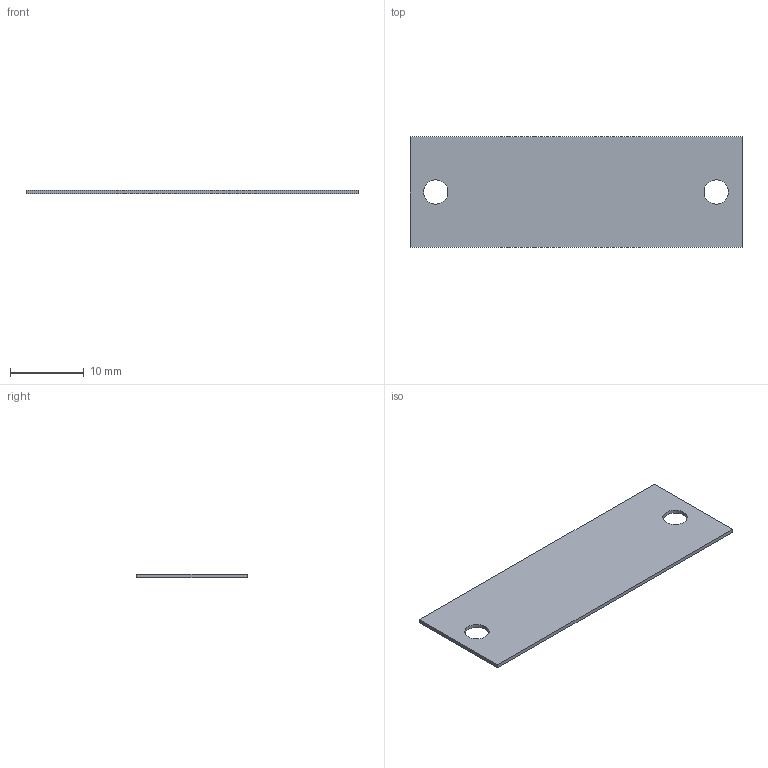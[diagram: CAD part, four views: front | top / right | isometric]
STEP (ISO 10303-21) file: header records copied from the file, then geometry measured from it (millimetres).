
FILE_DESCRIPTION(('CATIA V5 STEP Exchange','CAx-IF Rec.Pracs.--- Model Styling and Organization---1.4--- 2014-01-23'),'2;1');
FILE_NAME ('1469288-1_0', '2022-08-09T07:21:24+00:00', ('none'), ('Weidmueller'), 'CATIA Version 5-6 Release 2016 SP3 HF44', 'CATIA V5 STEP AP214', 'none');
FILE_SCHEMA(('AUTOMOTIVE_DESIGN { 1 0 10303 214 1 1 1 1 }'));
Length unit declared in the file: millimetre
Products named in the file (1): 55343_CC-M_15X45_2X3_LRP_AL_SW_ROTE
Bounding box: 45 x 15 x 0.5 mm (x, y, z)
Volume: 328.9 mm3; surface area: 1386.2 mm2
Topology: 1 solids, 1 shells, 10 faces, 24 edges, 16 vertices
Faces by surface type: plane 6, cylinder 4
Entity records: 308 total; most frequent: CARTESIAN_POINT 49, ORIENTED_EDGE 48, DIRECTION 40, EDGE_CURVE 24, AXIS2_PLACEMENT_3D 17, VECTOR 16, LINE 16, VERTEX_POINT 16
